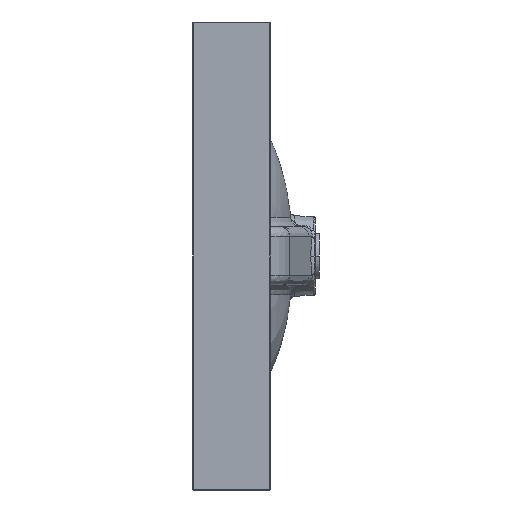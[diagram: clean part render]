
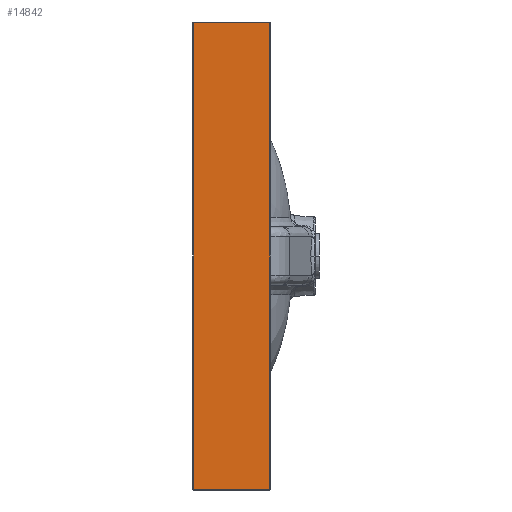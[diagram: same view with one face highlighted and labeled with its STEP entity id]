
A CAD part, left-side view. The second image highlights one B-rep face of the part: STEP entity #14842.
In plain terms, the highlighted planar face has unit normal (-1, 0, 0).
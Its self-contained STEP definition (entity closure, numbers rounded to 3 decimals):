
#3629=DIRECTION('',(0.,0.,1.));
#3630=VECTOR('',#3629,478.);
#3631=CARTESIAN_POINT('',(-300.,-1.,-239.));
#3632=LINE('',#3631,#3630);
#3633=DIRECTION('',(0.,1.,0.));
#3634=VECTOR('',#3633,78.);
#3635=CARTESIAN_POINT('',(-300.,-79.,239.));
#3636=LINE('',#3635,#3634);
#3637=DIRECTION('',(0.,0.,-1.));
#3638=VECTOR('',#3637,478.);
#3639=CARTESIAN_POINT('',(-300.,-79.,239.));
#3640=LINE('',#3639,#3638);
#3641=DIRECTION('',(0.,-1.,0.));
#3642=VECTOR('',#3641,78.);
#3643=CARTESIAN_POINT('',(-300.,-1.,-239.));
#3644=LINE('',#3643,#3642);
#5187=CARTESIAN_POINT('',(-300.,-1.,-239.));
#5188=VERTEX_POINT('',#5187);
#5191=CARTESIAN_POINT('',(-300.,-1.,239.));
#5192=VERTEX_POINT('',#5191);
#5217=CARTESIAN_POINT('',(-300.,-79.,239.));
#5218=VERTEX_POINT('',#5217);
#5221=CARTESIAN_POINT('',(-300.,-79.,-239.));
#5222=VERTEX_POINT('',#5221);
#14829=CARTESIAN_POINT('',(-300.,-9.,0.));
#14830=DIRECTION('',(-1.,0.,0.));
#14831=DIRECTION('',(0.,0.,1.));
#14832=AXIS2_PLACEMENT_3D('',#14829,#14830,#14831);
#14833=PLANE('',#14832);
#14834=ORIENTED_EDGE('',*,*,#14822,.T.);
#14835=ORIENTED_EDGE('',*,*,#14798,.F.);
#14837=ORIENTED_EDGE('',*,*,#14836,.T.);
#14839=ORIENTED_EDGE('',*,*,#14838,.F.);
#14840=EDGE_LOOP('',(#14834,#14835,#14837,#14839));
#14841=FACE_OUTER_BOUND('',#14840,.F.);
#14842=ADVANCED_FACE('',(#14841),#14833,.T.);
#14798=EDGE_CURVE('',#5218,#5192,#3636,.T.);
#14822=EDGE_CURVE('',#5188,#5192,#3632,.T.);
#14836=EDGE_CURVE('',#5218,#5222,#3640,.T.);
#14838=EDGE_CURVE('',#5188,#5222,#3644,.T.);
